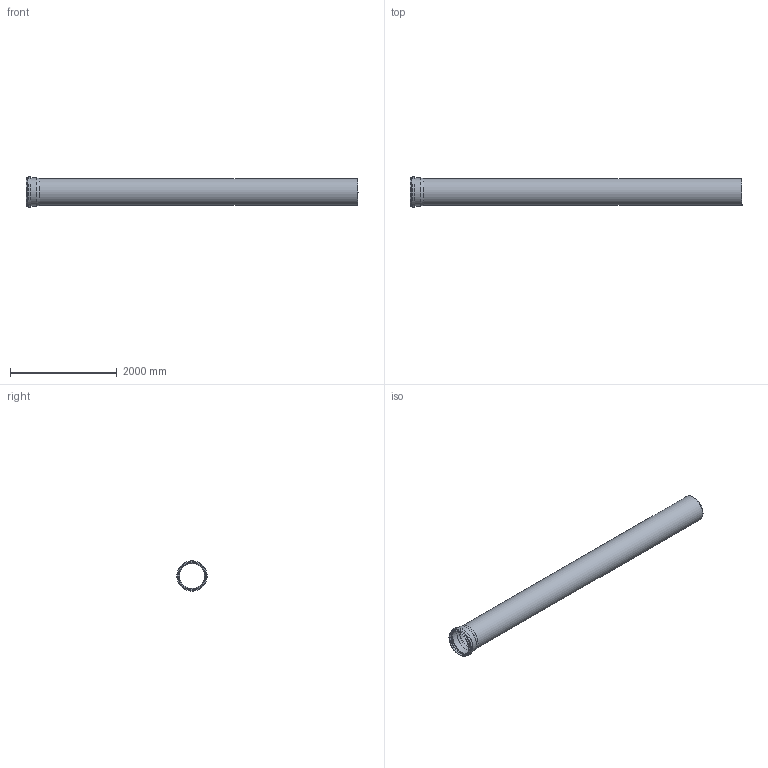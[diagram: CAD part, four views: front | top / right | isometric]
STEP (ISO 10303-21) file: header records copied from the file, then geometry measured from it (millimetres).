
FILE_DESCRIPTION(/* description */ (''),/* implementation_level */ '2;1');
FILE_NAME(/* name */ '771090 KG2000EM Rohr SN10 DN-OD 500x6000.stp',/* time_stamp */ '2022-08-31T08:53:56+02:00',/* author */ ('LWM'),/* organization */ (''),/* preprocessor_version */ 'ST-DEVELOPER v18',/* originating_system */ 'Autodesk Inventor 2020',/* authorisation */ '');
FILE_SCHEMA (('AUTOMOTIVE_DESIGN { 1 0 10303 214 3 1 1 }'));
Length unit declared in the file: millimetre
Products named in the file (1): 771090 KG2000EM Rohr SN10 DN-OD 500x6000
Bounding box: 6210 x 569 x 569 mm (x, y, z)
Volume: 155639001.8 mm3; surface area: 19053408.7 mm2
Topology: 1 solids, 1 shells, 33 faces, 121 edges, 90 vertices
Faces by surface type: torus 13, cone 10, cylinder 8, plane 2
Full cylindrical faces by diameter (mm): 467 x1, 500 x1, 503.5 x1, 504.5 x1, 530 x1, 530.5 x1, 535 x1, 569 x1
Entity records: 1447 total; most frequent: DIRECTION 292, CARTESIAN_POINT 245, ORIENTED_EDGE 242, AXIS2_PLACEMENT_3D 137, EDGE_CURVE 121, CIRCLE 103, VERTEX_POINT 90, EDGE_LOOP 35
